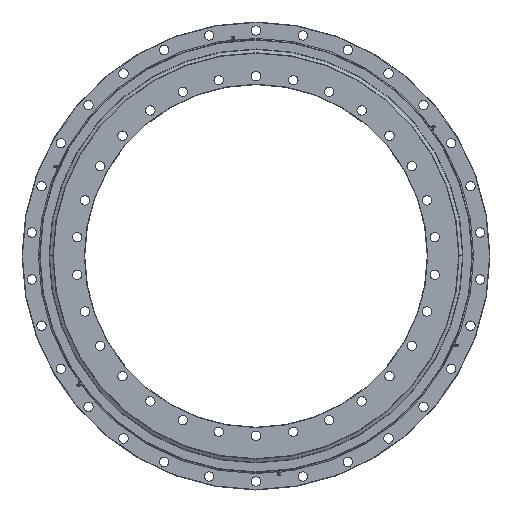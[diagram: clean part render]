
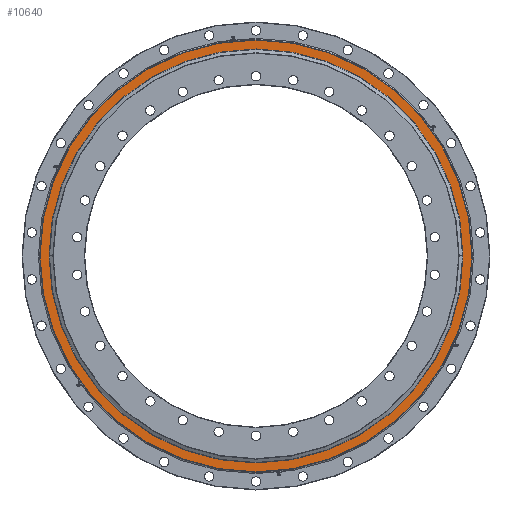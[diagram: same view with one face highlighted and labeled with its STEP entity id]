
A CAD part, top view. The second image highlights one B-rep face of the part: STEP entity #10640.
In plain terms, the highlighted face is planar.
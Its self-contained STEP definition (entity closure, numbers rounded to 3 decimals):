
#190 = VERTEX_POINT ( 'NONE', #321 ) ;
#321 = CARTESIAN_POINT ( 'NONE',  ( -507.5, 0., -26. ) ) ;
#845 = CARTESIAN_POINT ( 'NONE',  ( 480., 0., -26. ) ) ;
#946 = DIRECTION ( 'NONE',  ( 0., 0., -1. ) ) ;
#1098 = CARTESIAN_POINT ( 'NONE',  ( 0., 0., -26. ) ) ;
#1158 = FACE_OUTER_BOUND ( 'NONE', #4328, .T. ) ;
#1258 = CARTESIAN_POINT ( 'NONE',  ( 0., 0., -26. ) ) ;
#1942 = CARTESIAN_POINT ( 'NONE',  ( -508.5, 0., -26. ) ) ;
#2004 = DIRECTION ( 'NONE',  ( 1., 0., 0. ) ) ;
#2150 = DIRECTION ( 'NONE',  ( 1., 0., 0. ) ) ;
#2432 = CARTESIAN_POINT ( 'NONE',  ( -480., 0., -26. ) ) ;
#2435 = ORIENTED_EDGE ( 'NONE', *, *, #3607, .T. ) ;
#2811 = PLANE ( 'NONE',  #6450 ) ;
#3128 = CIRCLE ( 'NONE', #4979, 507.5 ) ;
#3607 = EDGE_CURVE ( 'NONE', #10014, #190, #10054, .T. ) ;
#3689 = EDGE_CURVE ( 'NONE', #9033, #8480, #4135, .T. ) ;
#3718 = DIRECTION ( 'NONE',  ( 0., 0., 1. ) ) ;
#3960 = EDGE_LOOP ( 'NONE', ( #4053, #5029 ) ) ;
#4048 = EDGE_CURVE ( 'NONE', #8480, #9033, #5492, .T. ) ;
#4053 = ORIENTED_EDGE ( 'NONE', *, *, #3689, .T. ) ;
#4135 = CIRCLE ( 'NONE', #10615, 480. ) ;
#4291 = AXIS2_PLACEMENT_3D ( 'NONE', #4664, #10793, #5533 ) ;
#4328 = EDGE_LOOP ( 'NONE', ( #2435, #4379 ) ) ;
#4379 = ORIENTED_EDGE ( 'NONE', *, *, #7857, .T. ) ;
#4664 = CARTESIAN_POINT ( 'NONE',  ( 0., 0., -26. ) ) ;
#4979 = AXIS2_PLACEMENT_3D ( 'NONE', #6221, #946, #7101 ) ;
#5029 = ORIENTED_EDGE ( 'NONE', *, *, #4048, .T. ) ;
#5492 = CIRCLE ( 'NONE', #4291, 480. ) ;
#5533 = DIRECTION ( 'NONE',  ( 1., 0., 0. ) ) ;
#5576 = FACE_BOUND ( 'NONE', #3960, .T. ) ;
#6221 = CARTESIAN_POINT ( 'NONE',  ( 0., 0., -26. ) ) ;
#6450 = AXIS2_PLACEMENT_3D ( 'NONE', #1942, #3718, #9876 ) ;
#6503 = AXIS2_PLACEMENT_3D ( 'NONE', #1098, #7280, #2004 ) ;
#7101 = DIRECTION ( 'NONE',  ( 1., 0., 0. ) ) ;
#7280 = DIRECTION ( 'NONE',  ( 0., 0., -1. ) ) ;
#7434 = DIRECTION ( 'NONE',  ( 0., 0., 1. ) ) ;
#7857 = EDGE_CURVE ( 'NONE', #190, #10014, #3128, .T. ) ;
#8480 = VERTEX_POINT ( 'NONE', #845 ) ;
#9033 = VERTEX_POINT ( 'NONE', #2432 ) ;
#9728 = CARTESIAN_POINT ( 'NONE',  ( 507.5, 0., -26. ) ) ;
#9876 = DIRECTION ( 'NONE',  ( 1., 0., 0. ) ) ;
#10014 = VERTEX_POINT ( 'NONE', #9728 ) ;
#10054 = CIRCLE ( 'NONE', #6503, 507.5 ) ;
#10615 = AXIS2_PLACEMENT_3D ( 'NONE', #1258, #7434, #2150 ) ;
#10640 = ADVANCED_FACE ( 'NONE', ( #5576, #1158 ), #2811, .F. ) ;
#10793 = DIRECTION ( 'NONE',  ( 0., 0., 1. ) ) ;
